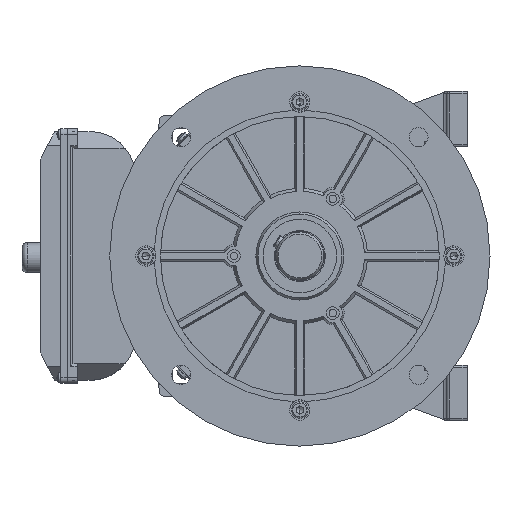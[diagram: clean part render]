
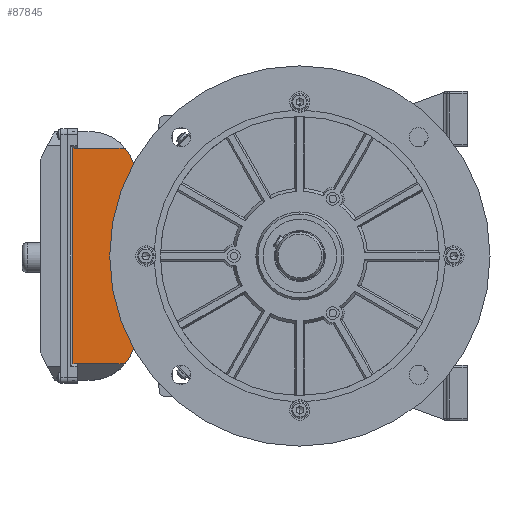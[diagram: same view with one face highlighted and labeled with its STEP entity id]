
A CAD part, left-side view. The second image highlights one B-rep face of the part: STEP entity #87845.
In plain terms, the highlighted face is planar.
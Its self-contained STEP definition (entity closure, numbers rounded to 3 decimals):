
#2097 = LINE ( 'NONE', #172081, #11486 ) ;
#2567 = DIRECTION ( 'NONE',  ( 0., 0., -1. ) ) ;
#3076 = LINE ( 'NONE', #173061, #168780 ) ;
#3803 = DIRECTION ( 'NONE',  ( 1., 0., 0. ) ) ;
#11366 = AXIS2_PLACEMENT_3D ( 'NONE', #150727, #92557, #73198 ) ;
#11486 = VECTOR ( 'NONE', #152682, 1000. ) ;
#12015 = CARTESIAN_POINT ( 'NONE',  ( -44.572, -24.75, 68. ) ) ;
#21983 = CARTESIAN_POINT ( 'NONE',  ( 62., 6.75, 68. ) ) ;
#23208 = CARTESIAN_POINT ( 'NONE',  ( -119.5, 20.25, 68. ) ) ;
#27075 = EDGE_CURVE ( 'NONE', #149562, #108391, #42571, .T. ) ;
#37019 = ORIENTED_EDGE ( 'NONE', *, *, #159167, .T. ) ;
#37116 = ORIENTED_EDGE ( 'NONE', *, *, #111644, .F. ) ;
#37854 = EDGE_CURVE ( 'NONE', #84913, #92947, #112789, .T. ) ;
#42571 = LINE ( 'NONE', #23208, #81356 ) ;
#46187 = DIRECTION ( 'NONE',  ( -1., 0., 0. ) ) ;
#65613 = DIRECTION ( 'NONE',  ( 0., 0., -1. ) ) ;
#73042 = VECTOR ( 'NONE', #106904, 1000. ) ;
#73173 = AXIS2_PLACEMENT_3D ( 'NONE', #21983, #2567, #172552 ) ;
#73180 = CIRCLE ( 'NONE', #73173, 36. ) ;
#73198 = DIRECTION ( 'NONE',  ( -1., 0., 0. ) ) ;
#74019 = DIRECTION ( 'NONE',  ( -1., 0., 0. ) ) ;
#75411 = CARTESIAN_POINT ( 'NONE',  ( -85.065, 20.25, 68. ) ) ;
#76399 = EDGE_LOOP ( 'NONE', ( #129042, #83247, #152828, #37019, #37116, #124591, #171332, #134674 ) ) ;
#81356 = VECTOR ( 'NONE', #3803, 1000. ) ;
#83247 = ORIENTED_EDGE ( 'NONE', *, *, #87167, .T. ) ;
#84913 = VERTEX_POINT ( 'NONE', #105080 ) ;
#85004 = CARTESIAN_POINT ( 'NONE',  ( -119.5, -29.25, 68. ) ) ;
#85381 = VECTOR ( 'NONE', #104995, 1000. ) ;
#87167 = EDGE_CURVE ( 'NONE', #185716, #108391, #2097, .T. ) ;
#87845 = ADVANCED_FACE ( 'NONE', ( #145981 ), #123791, .F. ) ;
#92557 = DIRECTION ( 'NONE',  ( 0., 0., -1. ) ) ;
#92947 = VERTEX_POINT ( 'NONE', #12015 ) ;
#93371 = CARTESIAN_POINT ( 'NONE',  ( -44.572, -24.75, 68. ) ) ;
#104492 = EDGE_CURVE ( 'NONE', #128145, #185716, #143781, .T. ) ;
#104995 = DIRECTION ( 'NONE',  ( 0., 1., 0. ) ) ;
#105080 = CARTESIAN_POINT ( 'NONE',  ( 44.572, -24.75, 68. ) ) ;
#106904 = DIRECTION ( 'NONE',  ( 0., 1., 0. ) ) ;
#108391 = VERTEX_POINT ( 'NONE', #113001 ) ;
#111644 = EDGE_CURVE ( 'NONE', #128009, #175433, #145667, .T. ) ;
#112789 = LINE ( 'NONE', #93371, #158079 ) ;
#113001 = CARTESIAN_POINT ( 'NONE',  ( 85.065, 20.25, 68. ) ) ;
#121532 = CARTESIAN_POINT ( 'NONE',  ( 85.065, 16.75, 68. ) ) ;
#123791 = PLANE ( 'NONE',  #173021 ) ;
#124378 = CARTESIAN_POINT ( 'NONE',  ( 85.065, -45.25, 68. ) ) ;
#124591 = ORIENTED_EDGE ( 'NONE', *, *, #149373, .F. ) ;
#126253 = CARTESIAN_POINT ( 'NONE',  ( -85.065, -45.25, 68. ) ) ;
#126448 = CARTESIAN_POINT ( 'NONE',  ( 85.065, -20.891, 68. ) ) ;
#128009 = VERTEX_POINT ( 'NONE', #173315 ) ;
#128145 = VERTEX_POINT ( 'NONE', #126448 ) ;
#129042 = ORIENTED_EDGE ( 'NONE', *, *, #104492, .T. ) ;
#131213 = CIRCLE ( 'NONE', #11366, 36. ) ;
#134674 = ORIENTED_EDGE ( 'NONE', *, *, #164573, .F. ) ;
#143781 = LINE ( 'NONE', #124378, #85381 ) ;
#145667 = LINE ( 'NONE', #126253, #73042 ) ;
#145981 = FACE_OUTER_BOUND ( 'NONE', #76399, .T. ) ;
#149373 = EDGE_CURVE ( 'NONE', #92947, #128009, #131213, .T. ) ;
#149562 = VERTEX_POINT ( 'NONE', #75411 ) ;
#150727 = CARTESIAN_POINT ( 'NONE',  ( -62., 6.75, 68. ) ) ;
#152682 = DIRECTION ( 'NONE',  ( 0., 1., 0. ) ) ;
#152828 = ORIENTED_EDGE ( 'NONE', *, *, #27075, .F. ) ;
#153637 = DIRECTION ( 'NONE',  ( 0., -1., 0. ) ) ;
#158079 = VECTOR ( 'NONE', #74019, 1000. ) ;
#159167 = EDGE_CURVE ( 'NONE', #149562, #175433, #3076, .T. ) ;
#162179 = CARTESIAN_POINT ( 'NONE',  ( -85.065, 16.75, 68. ) ) ;
#164573 = EDGE_CURVE ( 'NONE', #128145, #84913, #73180, .T. ) ;
#168780 = VECTOR ( 'NONE', #153637, 1000. ) ;
#171332 = ORIENTED_EDGE ( 'NONE', *, *, #37854, .F. ) ;
#172081 = CARTESIAN_POINT ( 'NONE',  ( 85.065, -29.25, 68. ) ) ;
#172552 = DIRECTION ( 'NONE',  ( -1., 0., 0. ) ) ;
#173021 = AXIS2_PLACEMENT_3D ( 'NONE', #85004, #65613, #46187 ) ;
#173061 = CARTESIAN_POINT ( 'NONE',  ( -85.065, -29.25, 68. ) ) ;
#173315 = CARTESIAN_POINT ( 'NONE',  ( -85.065, -20.891, 68. ) ) ;
#175433 = VERTEX_POINT ( 'NONE', #162179 ) ;
#185716 = VERTEX_POINT ( 'NONE', #121532 ) ;
